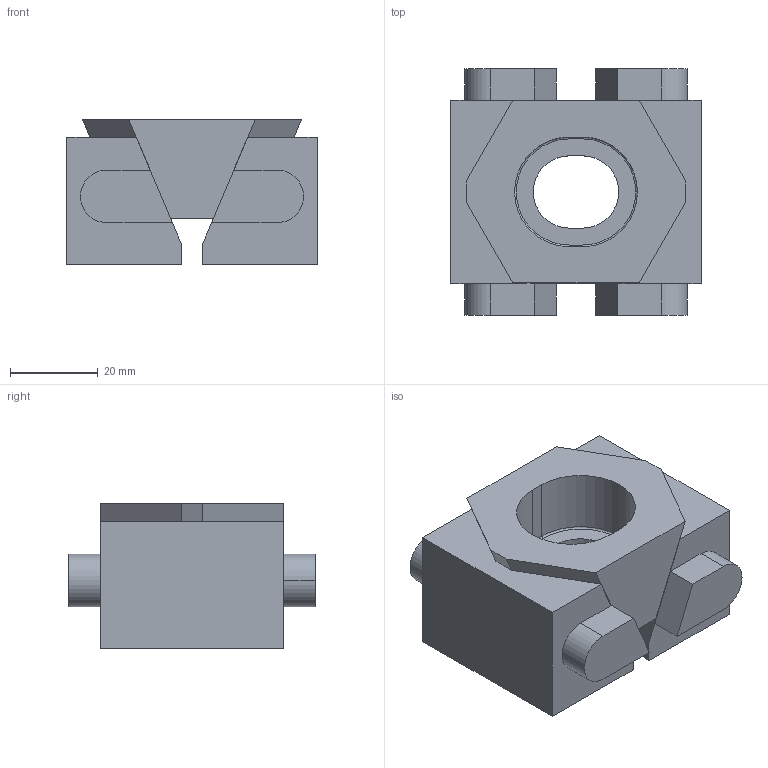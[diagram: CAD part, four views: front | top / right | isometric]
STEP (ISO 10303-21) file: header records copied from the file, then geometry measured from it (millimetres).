
FILE_DESCRIPTION (( 'STEP AP203' ), '1' );
FILE_NAME ('fk2-vt-f.STEP', '2021-10-26T00:31:04', ( '' ), ( '' ), 'SwSTEP 2.0', 'SolidWorks 2020', '' );
FILE_SCHEMA (( 'CONFIG_CONTROL_DESIGN' ));
Length unit declared in the file: millimetre
Products named in the file (4): fk2-vt-f_01; fk2-vt-f_02; fk2-vt-f; fk2-vt-f_03
Assembly tree (3 placements, depth 2):
  fk2-vt-f
    fk2-vt-f_01
    fk2-vt-f_02
    fk2-vt-f_03
Bounding box: 57 x 56.2 x 32.97 mm (x, y, z)
Volume: 63340.6 mm3; surface area: 18950.5 mm2
Topology: 3 solids, 3 shells, 74 faces, 189 edges, 122 vertices
Faces by surface type: plane 51, cylinder 20, torus 3
Entity records: 2628 total; most frequent: CARTESIAN_POINT 427, ORIENTED_EDGE 378, DIRECTION 370, EDGE_CURVE 189, LINE 144, VECTOR 144, VERTEX_POINT 122, AXIS2_PLACEMENT_3D 113
